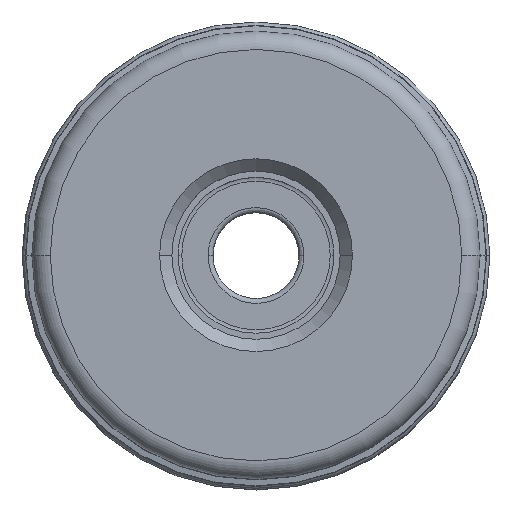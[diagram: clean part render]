
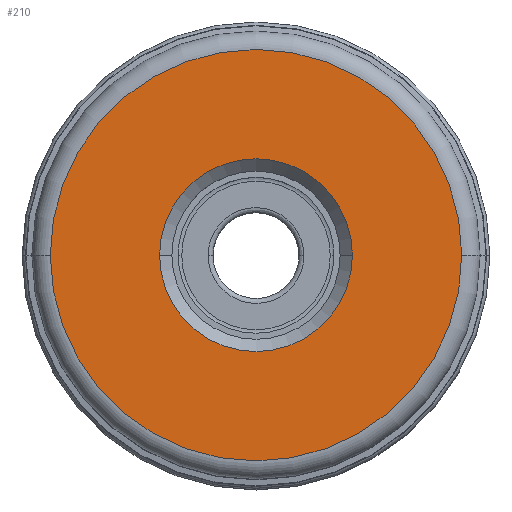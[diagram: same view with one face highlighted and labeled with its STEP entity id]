
A CAD part, top view. The second image highlights one B-rep face of the part: STEP entity #210.
In plain terms, the highlighted planar face has unit normal (0, 0, 1).
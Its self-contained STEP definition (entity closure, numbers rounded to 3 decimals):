
#28=PLANE('',#1919);
#34=FACE_BOUND('',#412,.T.);
#35=FACE_BOUND('',#413,.T.);
#210=ADVANCED_FACE('',(#34,#35),#28,.F.);
#412=EDGE_LOOP('',(#700,#701,#702,#703));
#413=EDGE_LOOP('',(#704,#705,#706,#707));
#700=ORIENTED_EDGE('',*,*,#1216,.F.);
#701=ORIENTED_EDGE('',*,*,#1214,.F.);
#702=ORIENTED_EDGE('',*,*,#1213,.T.);
#703=ORIENTED_EDGE('',*,*,#1217,.T.);
#704=ORIENTED_EDGE('',*,*,#1218,.T.);
#705=ORIENTED_EDGE('',*,*,#1219,.T.);
#706=ORIENTED_EDGE('',*,*,#1220,.T.);
#707=ORIENTED_EDGE('',*,*,#1221,.T.);
#1009=VERTEX_POINT('',#3937);
#1010=VERTEX_POINT('',#3939);
#1011=VERTEX_POINT('',#3941);
#1012=VERTEX_POINT('',#3945);
#1013=VERTEX_POINT('',#3949);
#1014=VERTEX_POINT('',#3950);
#1015=VERTEX_POINT('',#3952);
#1016=VERTEX_POINT('',#3954);
#1213=EDGE_CURVE('',#1010,#1009,#1482,.T.);
#1214=EDGE_CURVE('',#1010,#1011,#1483,.T.);
#1216=EDGE_CURVE('',#1011,#1012,#1485,.T.);
#1217=EDGE_CURVE('',#1009,#1012,#1486,.T.);
#1218=EDGE_CURVE('',#1013,#1014,#1487,.T.);
#1219=EDGE_CURVE('',#1014,#1015,#1488,.T.);
#1220=EDGE_CURVE('',#1015,#1016,#1489,.T.);
#1221=EDGE_CURVE('',#1016,#1013,#1490,.T.);
#1482=CIRCLE('',#1908,16.756);
#1483=CIRCLE('',#1909,16.756);
#1485=CIRCLE('',#1912,16.756);
#1486=CIRCLE('',#1913,16.756);
#1487=CIRCLE('',#1915,7.85);
#1488=CIRCLE('',#1916,7.85);
#1489=CIRCLE('',#1917,7.85);
#1490=CIRCLE('',#1918,7.85);
#1908=AXIS2_PLACEMENT_3D('',#3938,#2341,#2342);
#1909=AXIS2_PLACEMENT_3D('',#3940,#2343,#2344);
#1912=AXIS2_PLACEMENT_3D('',#3944,#2349,#2350);
#1913=AXIS2_PLACEMENT_3D('',#3946,#2351,#2352);
#1915=AXIS2_PLACEMENT_3D('',#3948,#2355,#2356);
#1916=AXIS2_PLACEMENT_3D('',#3951,#2357,#2358);
#1917=AXIS2_PLACEMENT_3D('',#3953,#2359,#2360);
#1918=AXIS2_PLACEMENT_3D('',#3955,#2361,#2362);
#1919=AXIS2_PLACEMENT_3D('',#3956,#2363,#2364);
#2341=DIRECTION('',(0.,0.,1.));
#2342=DIRECTION('',(1.,0.,0.));
#2343=DIRECTION('',(0.,0.,-1.));
#2344=DIRECTION('',(-1.,0.,0.));
#2349=DIRECTION('',(0.,0.,-1.));
#2350=DIRECTION('',(-1.,0.,0.));
#2351=DIRECTION('',(0.,0.,1.));
#2352=DIRECTION('',(1.,0.,0.));
#2355=DIRECTION('',(0.,0.,-1.));
#2356=DIRECTION('',(0.,-1.,0.));
#2357=DIRECTION('',(0.,0.,-1.));
#2358=DIRECTION('',(-1.,0.,0.));
#2359=DIRECTION('',(0.,0.,-1.));
#2360=DIRECTION('',(0.,1.,0.));
#2361=DIRECTION('',(0.,0.,-1.));
#2362=DIRECTION('',(1.,0.,0.));
#2363=DIRECTION('',(0.,0.,-1.));
#2364=DIRECTION('',(1.,0.,0.));
#3937=CARTESIAN_POINT('',(16.756,0.,0.));
#3938=CARTESIAN_POINT('',(0.,0.,0.));
#3939=CARTESIAN_POINT('',(16.756,-0.02,0.));
#3940=CARTESIAN_POINT('',(0.,0.,0.));
#3941=CARTESIAN_POINT('',(-16.756,0.,0.));
#3944=CARTESIAN_POINT('',(0.,0.,0.));
#3945=CARTESIAN_POINT('',(-16.756,0.02,0.));
#3946=CARTESIAN_POINT('',(0.,0.,0.));
#3948=CARTESIAN_POINT('',(0.,0.,0.));
#3949=CARTESIAN_POINT('',(0.,-7.85,0.));
#3950=CARTESIAN_POINT('',(-7.85,0.,0.));
#3951=CARTESIAN_POINT('',(0.,0.,0.));
#3952=CARTESIAN_POINT('',(0.,7.85,0.));
#3953=CARTESIAN_POINT('',(0.,0.,0.));
#3954=CARTESIAN_POINT('',(7.85,0.,0.));
#3955=CARTESIAN_POINT('',(0.,0.,0.));
#3956=CARTESIAN_POINT('',(0.,0.,0.));
